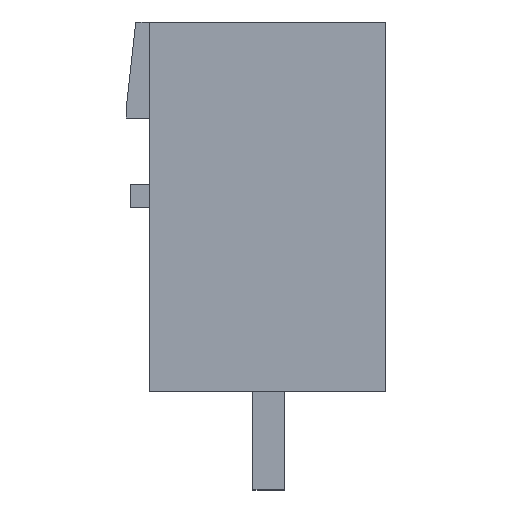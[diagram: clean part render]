
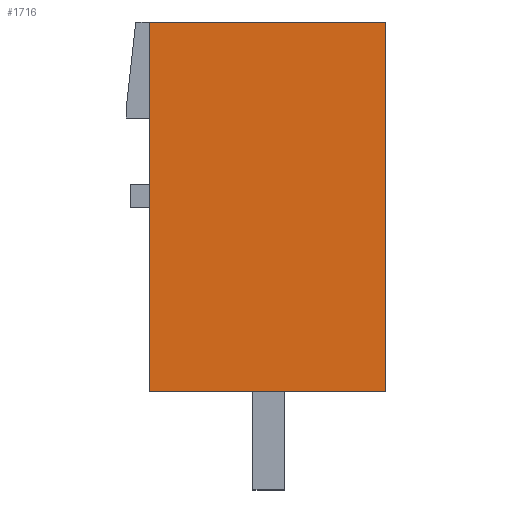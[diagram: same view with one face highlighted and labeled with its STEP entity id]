
A CAD part, left-side view. The second image highlights one B-rep face of the part: STEP entity #1716.
In plain terms, the highlighted planar face has unit normal (-1, 0, 0).
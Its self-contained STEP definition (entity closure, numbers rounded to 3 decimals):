
#1696=AXIS2_PLACEMENT_3D('Plane Axis2P3D',#1693,#1694,#1695) ;
#913=CARTESIAN_POINT('Vertex',(0.,0.,3.2)) ;
#916=CARTESIAN_POINT('Line Origine',(0.,3.84,3.2)) ;
#920=CARTESIAN_POINT('Vertex',(0.,7.68,3.2)) ;
#1357=CARTESIAN_POINT('Vertex',(0.,0.,15.2)) ;
#1360=CARTESIAN_POINT('Line Origine',(0.,0.,9.2)) ;
#1693=CARTESIAN_POINT('Axis2P3D Location',(0.,-1.5,3.2)) ;
#1698=CARTESIAN_POINT('Line Origine',(0.,7.68,9.2)) ;
#1702=CARTESIAN_POINT('Vertex',(0.,7.68,15.2)) ;
#1705=CARTESIAN_POINT('Line Origine',(0.,3.84,15.2)) ;
#917=DIRECTION('Vector Direction',(0.,-1.,0.)) ;
#1361=DIRECTION('Vector Direction',(0.,0.,-1.)) ;
#1694=DIRECTION('Axis2P3D Direction',(-1.,0.,0.)) ;
#1695=DIRECTION('Axis2P3D XDirection',(0.,0.,1.)) ;
#1699=DIRECTION('Vector Direction',(0.,0.,-1.)) ;
#1706=DIRECTION('Vector Direction',(0.,-1.,0.)) ;
#918=VECTOR('Line Direction',#917,1.) ;
#1362=VECTOR('Line Direction',#1361,1.) ;
#1700=VECTOR('Line Direction',#1699,1.) ;
#1707=VECTOR('Line Direction',#1706,1.) ;
#1711=ORIENTED_EDGE('',*,*,#1704,.T.) ;
#1712=ORIENTED_EDGE('',*,*,#922,.T.) ;
#1713=ORIENTED_EDGE('',*,*,#1364,.T.) ;
#1714=ORIENTED_EDGE('',*,*,#1709,.T.) ;
#1716=ADVANCED_FACE('HOUSING',(#1715),#1697,.T.) ;
#922=EDGE_CURVE('',#921,#914,#919,.T.) ;
#1364=EDGE_CURVE('',#914,#1358,#1363,.F.) ;
#1704=EDGE_CURVE('',#1703,#921,#1701,.T.) ;
#1709=EDGE_CURVE('',#1358,#1703,#1708,.F.) ;
#1710=EDGE_LOOP('',(#1711,#1712,#1713,#1714)) ;
#1715=FACE_OUTER_BOUND('',#1710,.T.) ;
#919=LINE('Line',#916,#918) ;
#1363=LINE('Line',#1360,#1362) ;
#1701=LINE('Line',#1698,#1700) ;
#1708=LINE('Line',#1705,#1707) ;
#1697=PLANE('',#1696) ;
#914=VERTEX_POINT('',#913) ;
#921=VERTEX_POINT('',#920) ;
#1358=VERTEX_POINT('',#1357) ;
#1703=VERTEX_POINT('',#1702) ;
